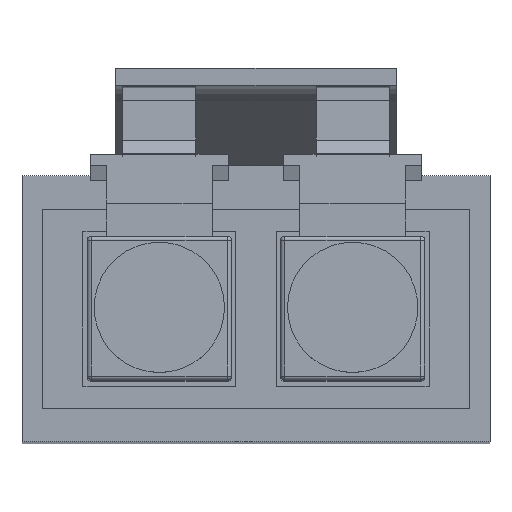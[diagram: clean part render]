
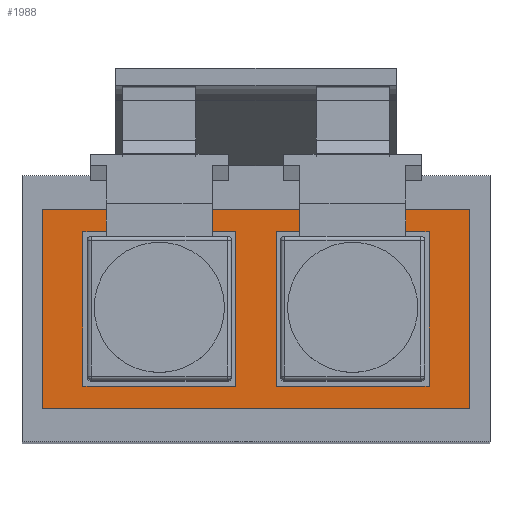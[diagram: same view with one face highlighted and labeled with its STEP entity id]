
A CAD part, top view. The second image highlights one B-rep face of the part: STEP entity #1988.
In plain terms, the highlighted face is planar.
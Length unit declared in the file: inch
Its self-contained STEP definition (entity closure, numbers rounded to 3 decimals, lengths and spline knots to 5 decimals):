
#10 = DIRECTION ( 'NONE',  ( 1., 0., 0. ) ) ;
#20 = EDGE_CURVE ( 'NONE', #5949, #5210, #903, .T. ) ;
#33 = CARTESIAN_POINT ( 'NONE',  ( 0.025, 0., 0.095 ) ) ;
#101 = CARTESIAN_POINT ( 'NONE',  ( 0.025, 0., 0.095 ) ) ;
#159 = LINE ( 'NONE', #1958, #1837 ) ;
#179 = EDGE_CURVE ( 'NONE', #4999, #3159, #4393, .T. ) ;
#188 = LINE ( 'NONE', #1106, #5866 ) ;
#377 = VERTEX_POINT ( 'NONE', #3919 ) ;
#579 = FACE_BOUND ( 'NONE', #5246, .T. ) ;
#587 = DIRECTION ( 'NONE',  ( 1., 0., 0. ) ) ;
#688 = ORIENTED_EDGE ( 'NONE', *, *, #179, .F. ) ;
#707 = CARTESIAN_POINT ( 'NONE',  ( -0.2625, 0., -0.1225 ) ) ;
#772 = PLANE ( 'NONE',  #3855 ) ;
#830 = EDGE_LOOP ( 'NONE', ( #6086, #2066, #964, #5032 ) ) ;
#833 = CARTESIAN_POINT ( 'NONE',  ( 0.2125, 0., 0.095 ) ) ;
#903 = LINE ( 'NONE', #1409, #1425 ) ;
#915 = CARTESIAN_POINT ( 'NONE',  ( -0.2125, 0., -0.095 ) ) ;
#944 = VERTEX_POINT ( 'NONE', #3723 ) ;
#956 = CARTESIAN_POINT ( 'NONE',  ( 0.2625, 0., -0.1225 ) ) ;
#964 = ORIENTED_EDGE ( 'NONE', *, *, #1678, .T. ) ;
#1075 = CARTESIAN_POINT ( 'NONE',  ( 0.025, 0., -0.095 ) ) ;
#1106 = CARTESIAN_POINT ( 'NONE',  ( -0.025, 0., -0.095 ) ) ;
#1148 = DIRECTION ( 'NONE',  ( 0., 0., 1. ) ) ;
#1195 = ORIENTED_EDGE ( 'NONE', *, *, #3334, .T. ) ;
#1281 = CARTESIAN_POINT ( 'NONE',  ( 0.2625, 0., -0.1225 ) ) ;
#1285 = ORIENTED_EDGE ( 'NONE', *, *, #3537, .F. ) ;
#1288 = CARTESIAN_POINT ( 'NONE',  ( -0.2125, 0., 0.095 ) ) ;
#1401 = VERTEX_POINT ( 'NONE', #4210 ) ;
#1409 = CARTESIAN_POINT ( 'NONE',  ( -0.2625, 0., -0.1225 ) ) ;
#1425 = VECTOR ( 'NONE', #5243, 39.37008 ) ;
#1463 = LINE ( 'NONE', #33, #4774 ) ;
#1592 = CARTESIAN_POINT ( 'NONE',  ( -0.025, 0., -0.095 ) ) ;
#1602 = VECTOR ( 'NONE', #5494, 39.37008 ) ;
#1678 = EDGE_CURVE ( 'NONE', #1777, #377, #5461, .T. ) ;
#1710 = DIRECTION ( 'NONE',  ( 0., 1., 0. ) ) ;
#1777 = VERTEX_POINT ( 'NONE', #833 ) ;
#1837 = VECTOR ( 'NONE', #1148, 39.37008 ) ;
#1954 = DIRECTION ( 'NONE',  ( 0., 0., 1. ) ) ;
#1958 = CARTESIAN_POINT ( 'NONE',  ( -0.2625, 0., -0.1225 ) ) ;
#1988 = ADVANCED_FACE ( 'NONE', ( #5362, #579, #2509 ), #772, .F. ) ;
#2066 = ORIENTED_EDGE ( 'NONE', *, *, #3462, .T. ) ;
#2076 = DIRECTION ( 'NONE',  ( -1., 0., 0. ) ) ;
#2145 = VECTOR ( 'NONE', #587, 39.37008 ) ;
#2221 = ORIENTED_EDGE ( 'NONE', *, *, #5405, .T. ) ;
#2318 = VERTEX_POINT ( 'NONE', #5491 ) ;
#2509 = FACE_OUTER_BOUND ( 'NONE', #3245, .T. ) ;
#2525 = ORIENTED_EDGE ( 'NONE', *, *, #6064, .F. ) ;
#2580 = CARTESIAN_POINT ( 'NONE',  ( 0.2125, 0., 0.095 ) ) ;
#2585 = VECTOR ( 'NONE', #5568, 39.37008 ) ;
#3039 = LINE ( 'NONE', #4386, #3692 ) ;
#3126 = VERTEX_POINT ( 'NONE', #915 ) ;
#3159 = VERTEX_POINT ( 'NONE', #4378 ) ;
#3195 = CARTESIAN_POINT ( 'NONE',  ( 0.025, 0., -0.095 ) ) ;
#3224 = EDGE_CURVE ( 'NONE', #377, #4278, #5322, .T. ) ;
#3245 = EDGE_LOOP ( 'NONE', ( #2525, #3950, #1285, #688 ) ) ;
#3280 = CARTESIAN_POINT ( 'NONE',  ( -0.2625, 0., 0.1225 ) ) ;
#3334 = EDGE_CURVE ( 'NONE', #5471, #3126, #188, .T. ) ;
#3459 = LINE ( 'NONE', #101, #2145 ) ;
#3462 = EDGE_CURVE ( 'NONE', #944, #1777, #3459, .T. ) ;
#3537 = EDGE_CURVE ( 'NONE', #3159, #5949, #5114, .T. ) ;
#3692 = VECTOR ( 'NONE', #6242, 39.37008 ) ;
#3694 = LINE ( 'NONE', #1288, #2585 ) ;
#3695 = ORIENTED_EDGE ( 'NONE', *, *, #3759, .T. ) ;
#3723 = CARTESIAN_POINT ( 'NONE',  ( 0.025, 0., 0.095 ) ) ;
#3759 = EDGE_CURVE ( 'NONE', #1401, #2318, #3039, .T. ) ;
#3802 = DIRECTION ( 'NONE',  ( 0., 0., -1. ) ) ;
#3855 = AXIS2_PLACEMENT_3D ( 'NONE', #707, #1710, #5079 ) ;
#3877 = DIRECTION ( 'NONE',  ( -1., 0., 0. ) ) ;
#3919 = CARTESIAN_POINT ( 'NONE',  ( 0.2125, 0., -0.095 ) ) ;
#3950 = ORIENTED_EDGE ( 'NONE', *, *, #20, .F. ) ;
#4080 = EDGE_CURVE ( 'NONE', #4278, #944, #1463, .T. ) ;
#4210 = CARTESIAN_POINT ( 'NONE',  ( -0.2125, 0., 0.095 ) ) ;
#4278 = VERTEX_POINT ( 'NONE', #3195 ) ;
#4297 = LINE ( 'NONE', #5211, #5051 ) ;
#4378 = CARTESIAN_POINT ( 'NONE',  ( 0.2625, 0., 0.1225 ) ) ;
#4386 = CARTESIAN_POINT ( 'NONE',  ( -0.025, 0., 0.095 ) ) ;
#4393 = LINE ( 'NONE', #5310, #4733 ) ;
#4521 = EDGE_CURVE ( 'NONE', #3126, #1401, #3694, .T. ) ;
#4550 = DIRECTION ( 'NONE',  ( 0., 0., -1. ) ) ;
#4733 = VECTOR ( 'NONE', #10, 39.37008 ) ;
#4774 = VECTOR ( 'NONE', #1954, 39.37008 ) ;
#4999 = VERTEX_POINT ( 'NONE', #3280 ) ;
#5032 = ORIENTED_EDGE ( 'NONE', *, *, #3224, .T. ) ;
#5051 = VECTOR ( 'NONE', #3802, 39.37008 ) ;
#5079 = DIRECTION ( 'NONE',  ( 0., 0., 1. ) ) ;
#5114 = LINE ( 'NONE', #1281, #6080 ) ;
#5210 = VERTEX_POINT ( 'NONE', #5915 ) ;
#5211 = CARTESIAN_POINT ( 'NONE',  ( -0.025, 0., 0.095 ) ) ;
#5243 = DIRECTION ( 'NONE',  ( -1., 0., 0. ) ) ;
#5246 = EDGE_LOOP ( 'NONE', ( #3695, #2221, #1195, #5821 ) ) ;
#5264 = VECTOR ( 'NONE', #3877, 39.37008 ) ;
#5310 = CARTESIAN_POINT ( 'NONE',  ( -0.2625, 0., 0.1225 ) ) ;
#5322 = LINE ( 'NONE', #1075, #5264 ) ;
#5362 = FACE_BOUND ( 'NONE', #830, .T. ) ;
#5405 = EDGE_CURVE ( 'NONE', #2318, #5471, #4297, .T. ) ;
#5461 = LINE ( 'NONE', #2580, #1602 ) ;
#5471 = VERTEX_POINT ( 'NONE', #1592 ) ;
#5491 = CARTESIAN_POINT ( 'NONE',  ( -0.025, 0., 0.095 ) ) ;
#5494 = DIRECTION ( 'NONE',  ( 0., 0., -1. ) ) ;
#5568 = DIRECTION ( 'NONE',  ( 0., 0., 1. ) ) ;
#5821 = ORIENTED_EDGE ( 'NONE', *, *, #4521, .T. ) ;
#5866 = VECTOR ( 'NONE', #2076, 39.37008 ) ;
#5915 = CARTESIAN_POINT ( 'NONE',  ( -0.2625, 0., -0.1225 ) ) ;
#5949 = VERTEX_POINT ( 'NONE', #956 ) ;
#6064 = EDGE_CURVE ( 'NONE', #5210, #4999, #159, .T. ) ;
#6080 = VECTOR ( 'NONE', #4550, 39.37008 ) ;
#6086 = ORIENTED_EDGE ( 'NONE', *, *, #4080, .T. ) ;
#6242 = DIRECTION ( 'NONE',  ( 1., 0., 0. ) ) ;
